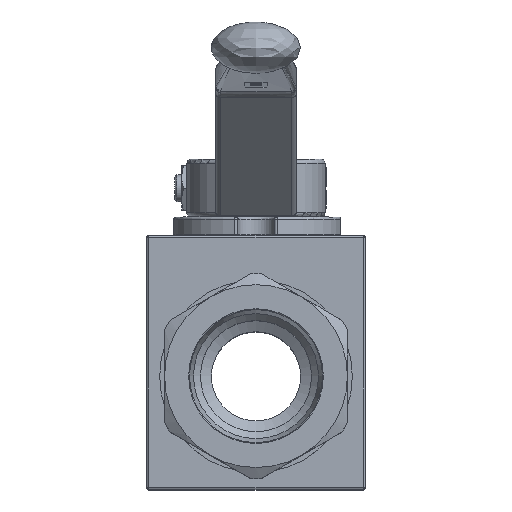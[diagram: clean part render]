
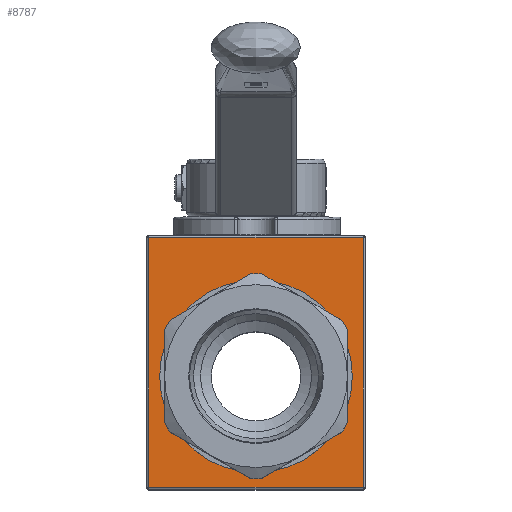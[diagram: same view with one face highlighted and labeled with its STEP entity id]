
A CAD part, top view. The second image highlights one B-rep face of the part: STEP entity #8787.
In plain terms, the highlighted planar face has unit normal (0, 0, 1).
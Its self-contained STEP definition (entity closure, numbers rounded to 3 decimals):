
#523=FACE_BOUND('',#1358,.T.);
#577=PLANE('',#9451);
#854=FACE_OUTER_BOUND('',#1357,.T.);
#1357=EDGE_LOOP('',(#6122,#6123,#6124,#6125));
#1358=EDGE_LOOP('',(#6126,#6127));
#1870=LINE('',#13434,#2482);
#1872=LINE('',#13437,#2484);
#1876=LINE('',#13443,#2488);
#1878=LINE('',#13446,#2490);
#2482=VECTOR('',#10641,10.);
#2484=VECTOR('',#10645,10.);
#2488=VECTOR('',#10653,10.);
#2490=VECTOR('',#10657,10.);
#3144=CIRCLE('',#9452,21.6);
#3145=CIRCLE('',#9453,21.6);
#3593=VERTEX_POINT('',#13358);
#3599=VERTEX_POINT('',#13375);
#3602=VERTEX_POINT('',#13382);
#3611=VERTEX_POINT('',#13412);
#3620=VERTEX_POINT('',#13462);
#3621=VERTEX_POINT('',#13463);
#4543=EDGE_CURVE('',#3602,#3611,#1870,.T.);
#4545=EDGE_CURVE('',#3611,#3599,#1872,.T.);
#4549=EDGE_CURVE('',#3593,#3602,#1876,.T.);
#4551=EDGE_CURVE('',#3599,#3593,#1878,.T.);
#4557=EDGE_CURVE('',#3620,#3621,#3144,.T.);
#4558=EDGE_CURVE('',#3621,#3620,#3145,.T.);
#6122=ORIENTED_EDGE('',*,*,#4543,.F.);
#6123=ORIENTED_EDGE('',*,*,#4549,.F.);
#6124=ORIENTED_EDGE('',*,*,#4551,.F.);
#6125=ORIENTED_EDGE('',*,*,#4545,.F.);
#6126=ORIENTED_EDGE('',*,*,#4557,.T.);
#6127=ORIENTED_EDGE('',*,*,#4558,.T.);
#8787=ADVANCED_FACE('',(#854,#523),#577,.T.);
#9451=AXIS2_PLACEMENT_3D('',#13461,#10677,#10678);
#9452=AXIS2_PLACEMENT_3D('',#13464,#10679,#10680);
#9453=AXIS2_PLACEMENT_3D('',#13465,#10681,#10682);
#10641=DIRECTION('',(1.,0.,0.));
#10645=DIRECTION('',(0.,-1.,0.));
#10653=DIRECTION('',(0.,1.,0.));
#10657=DIRECTION('',(-1.,0.,0.));
#10677=DIRECTION('center_axis',(0.,0.,1.));
#10678=DIRECTION('ref_axis',(1.,0.,0.));
#10679=DIRECTION('center_axis',(0.,0.,-1.));
#10680=DIRECTION('ref_axis',(0.,1.,0.));
#10681=DIRECTION('center_axis',(0.,0.,-1.));
#10682=DIRECTION('ref_axis',(0.,1.,0.));
#13358=CARTESIAN_POINT('',(-28.922,-27.65,31.25));
#13375=CARTESIAN_POINT('',(19.078,-27.65,31.25));
#13382=CARTESIAN_POINT('',(-28.922,28.35,31.25));
#13412=CARTESIAN_POINT('',(19.078,28.35,31.25));
#13434=CARTESIAN_POINT('',(7.328,28.35,31.25));
#13437=CARTESIAN_POINT('',(19.078,-13.9,31.25));
#13443=CARTESIAN_POINT('',(-28.922,14.6,31.25));
#13446=CARTESIAN_POINT('',(-17.172,-27.65,31.25));
#13461=CARTESIAN_POINT('Origin',(-4.922,0.35,31.25));
#13462=CARTESIAN_POINT('',(-4.922,18.85,31.25));
#13463=CARTESIAN_POINT('',(-4.922,-24.35,31.25));
#13464=CARTESIAN_POINT('Origin',(-4.922,-2.75,31.25));
#13465=CARTESIAN_POINT('Origin',(-4.922,-2.75,31.25));
